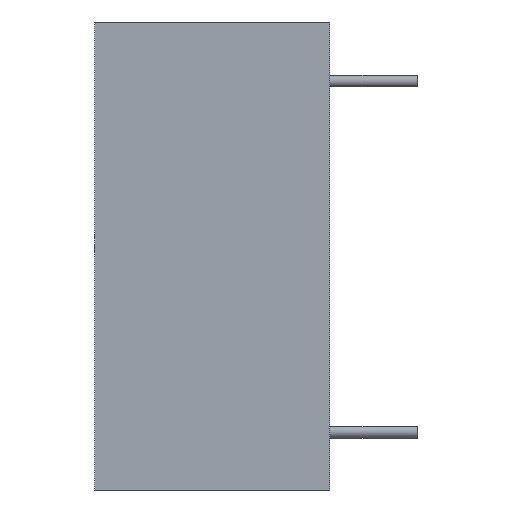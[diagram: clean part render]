
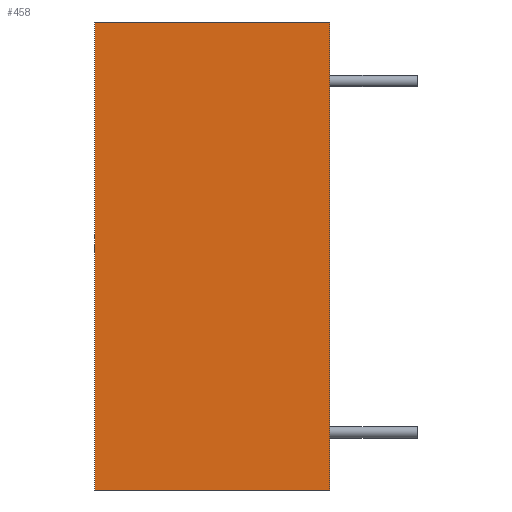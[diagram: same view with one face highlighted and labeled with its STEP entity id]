
A CAD part, left-side view. The second image highlights one B-rep face of the part: STEP entity #458.
In plain terms, the highlighted planar face has unit normal (-1, 0, 0).
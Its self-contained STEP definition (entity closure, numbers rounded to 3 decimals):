
#8 = EDGE_CURVE ( 'NONE', #638, #153, #821, .T. ) ;
#36 = LINE ( 'NONE', #256, #829 ) ;
#54 = DIRECTION ( 'NONE',  ( 0., -1., 0. ) ) ;
#56 = EDGE_CURVE ( 'NONE', #186, #153, #658, .T. ) ;
#60 = EDGE_CURVE ( 'NONE', #194, #638, #297, .T. ) ;
#65 = ORIENTED_EDGE ( 'NONE', *, *, #8, .F. ) ;
#68 = DIRECTION ( 'NONE',  ( 0., -1., 0. ) ) ;
#87 = VECTOR ( 'NONE', #111, 1000. ) ;
#104 = AXIS2_PLACEMENT_3D ( 'NONE', #763, #215, #714 ) ;
#111 = DIRECTION ( 'NONE',  ( 0., 0., 1. ) ) ;
#153 = VERTEX_POINT ( 'NONE', #608 ) ;
#186 = VERTEX_POINT ( 'NONE', #874 ) ;
#194 = VERTEX_POINT ( 'NONE', #485 ) ;
#197 = EDGE_LOOP ( 'NONE', ( #445, #65, #807, #556 ) ) ;
#215 = DIRECTION ( 'NONE',  ( 1., 0., 0. ) ) ;
#256 = CARTESIAN_POINT ( 'NONE',  ( -15.9, 10.2, -10.15 ) ) ;
#274 = CARTESIAN_POINT ( 'NONE',  ( -15.9, 10.2, 10.15 ) ) ;
#297 = LINE ( 'NONE', #439, #87 ) ;
#439 = CARTESIAN_POINT ( 'NONE',  ( -15.9, 10.2, 10.15 ) ) ;
#445 = ORIENTED_EDGE ( 'NONE', *, *, #56, .T. ) ;
#458 = ADVANCED_FACE ( 'NONE', ( #501 ), #768, .F. ) ;
#485 = CARTESIAN_POINT ( 'NONE',  ( -15.9, 10.2, -10.15 ) ) ;
#501 = FACE_OUTER_BOUND ( 'NONE', #197, .T. ) ;
#525 = VECTOR ( 'NONE', #68, 1000. ) ;
#537 = CARTESIAN_POINT ( 'NONE',  ( -15.9, 10.2, 10.15 ) ) ;
#556 = ORIENTED_EDGE ( 'NONE', *, *, #568, .T. ) ;
#568 = EDGE_CURVE ( 'NONE', #194, #186, #36, .T. ) ;
#593 = CARTESIAN_POINT ( 'NONE',  ( -15.9, 0., 10.15 ) ) ;
#608 = CARTESIAN_POINT ( 'NONE',  ( -15.9, 0., 10.15 ) ) ;
#638 = VERTEX_POINT ( 'NONE', #537 ) ;
#658 = LINE ( 'NONE', #593, #855 ) ;
#714 = DIRECTION ( 'NONE',  ( 0., 0., -1. ) ) ;
#727 = DIRECTION ( 'NONE',  ( 0., 0., 1. ) ) ;
#763 = CARTESIAN_POINT ( 'NONE',  ( -15.9, 10.2, 10.15 ) ) ;
#768 = PLANE ( 'NONE',  #104 ) ;
#807 = ORIENTED_EDGE ( 'NONE', *, *, #60, .F. ) ;
#821 = LINE ( 'NONE', #274, #525 ) ;
#829 = VECTOR ( 'NONE', #54, 1000. ) ;
#855 = VECTOR ( 'NONE', #727, 1000. ) ;
#874 = CARTESIAN_POINT ( 'NONE',  ( -15.9, 0., -10.15 ) ) ;
